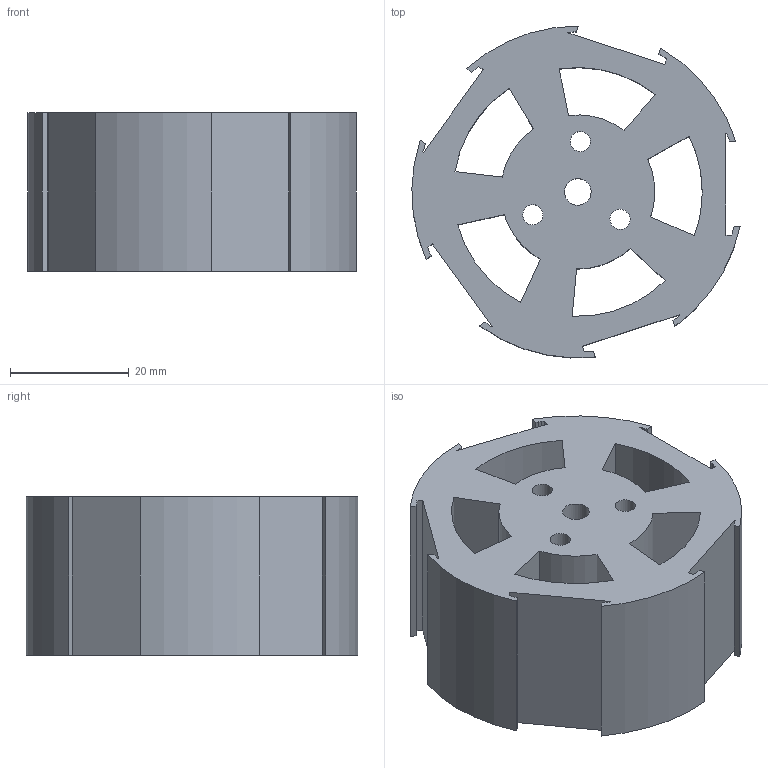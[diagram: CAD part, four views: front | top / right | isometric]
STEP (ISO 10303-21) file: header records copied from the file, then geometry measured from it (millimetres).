
FILE_DESCRIPTION(('FreeCAD Model'),'2;1');
FILE_NAME('Open CASCADE Shape Model','2021-04-29T18:32:15',('Author'),( ''),'Open CASCADE STEP processor 7.4','FreeCAD','Unknown');
FILE_SCHEMA(('AUTOMOTIVE_DESIGN { 1 0 10303 214 1 1 1 1 }'));
Length unit declared in the file: millimetre
Products named in the file (1): ROT-OUTLET-A-1.7_(Solid)
Bounding box: 55.38 x 55.98 x 26.8 mm (x, y, z)
Volume: 37143.5 mm3; surface area: 16890.6 mm2
Topology: 1 solids, 1 shells, 96 faces, 281 edges, 188 vertices
Faces by surface type: plane 71, cylinder 25
Full cylindrical faces by diameter (mm): 3.4 x3, 4.5 x1, 6.2 x3
Entity records: 6929 total; most frequent: CARTESIAN_POINT 1260, DIRECTION 1058, LINE 709, VECTOR 709, ORIENTED_EDGE 562, PCURVE 562, DEFINITIONAL_REPRESENTATION 562, EDGE_CURVE 281
